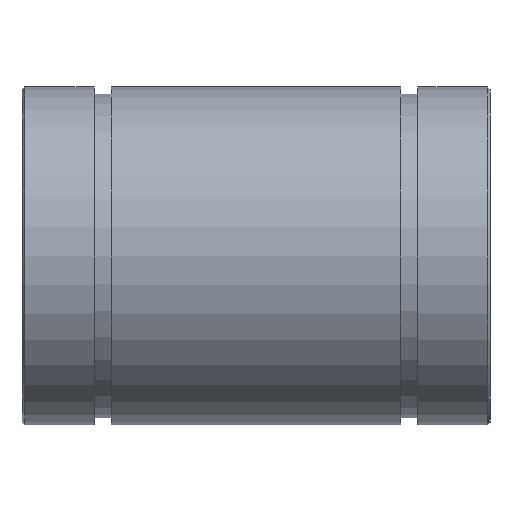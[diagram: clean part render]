
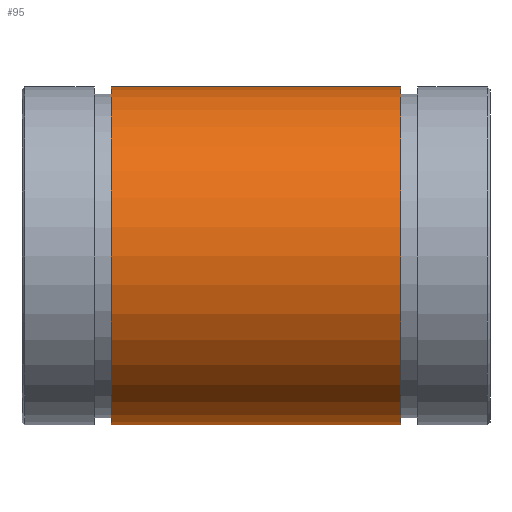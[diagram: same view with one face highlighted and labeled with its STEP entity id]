
A CAD part, front view. The second image highlights one B-rep face of the part: STEP entity #95.
In plain terms, the highlighted cylindrical face has radius 13 mm (diameter 26 mm), a full revolution.
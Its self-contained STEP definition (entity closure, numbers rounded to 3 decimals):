
#95 = ADVANCED_FACE( '', ( #196, #197 ), #198, .T. );
#196 = FACE_OUTER_BOUND( '', #298, .T. );
#197 = FACE_OUTER_BOUND( '', #299, .T. );
#198 = CYLINDRICAL_SURFACE( '', #300, 13. );
#298 = EDGE_LOOP( '', ( #414 ) );
#299 = EDGE_LOOP( '', ( #415 ) );
#300 = AXIS2_PLACEMENT_3D( '', #416, #417, #418 );
#414 = ORIENTED_EDGE( '', *, *, #496, .F. );
#415 = ORIENTED_EDGE( '', *, *, #501, .T. );
#416 = CARTESIAN_POINT( '', ( 36., 0., 0. ) );
#417 = DIRECTION( '', ( -1., 0., 0. ) );
#418 = DIRECTION( '', ( 0., 0., -1. ) );
#496 = EDGE_CURVE( '', #557, #557, #558, .F. );
#501 = EDGE_CURVE( '', #564, #564, #565, .F. );
#557 = VERTEX_POINT( '', #623 );
#558 = CIRCLE( '', #624, 13. );
#564 = VERTEX_POINT( '', #630 );
#565 = CIRCLE( '', #631, 13. );
#623 = CARTESIAN_POINT( '', ( 6.85, 0., -13. ) );
#624 = AXIS2_PLACEMENT_3D( '', #695, #696, #697 );
#630 = CARTESIAN_POINT( '', ( 29.15, 0., -13. ) );
#631 = AXIS2_PLACEMENT_3D( '', #701, #702, #703 );
#695 = CARTESIAN_POINT( '', ( 6.85, 0., 0. ) );
#696 = DIRECTION( '', ( 1., 0., 0. ) );
#697 = DIRECTION( '', ( 0., 0., -1. ) );
#701 = CARTESIAN_POINT( '', ( 29.15, 0., 0. ) );
#702 = DIRECTION( '', ( 1., 0., 0. ) );
#703 = DIRECTION( '', ( 0., 0., -1. ) );
